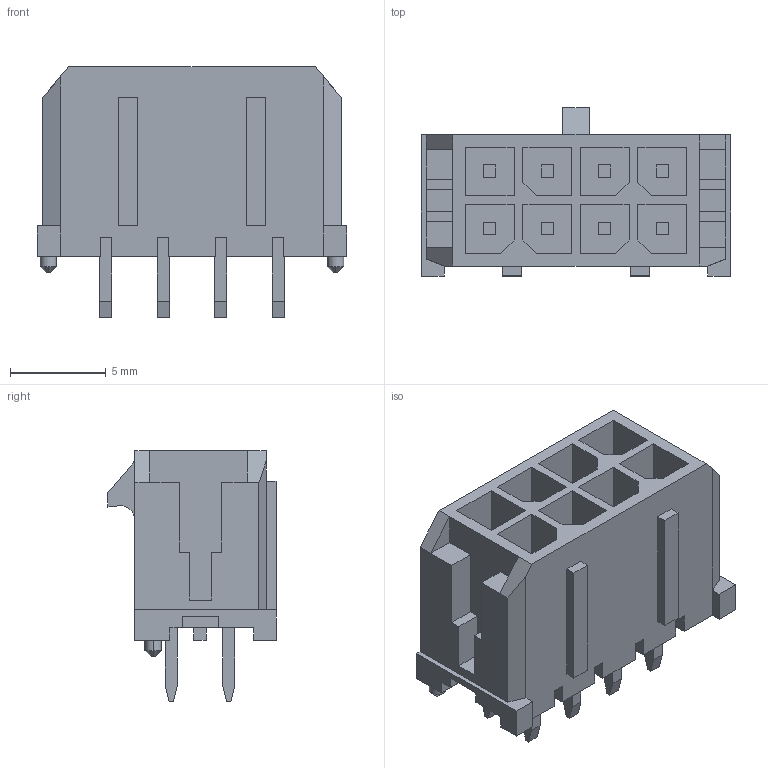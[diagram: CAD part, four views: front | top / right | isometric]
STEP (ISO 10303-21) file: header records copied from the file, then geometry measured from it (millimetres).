
FILE_DESCRIPTION(('STEP AP242'),'1');
FILE_NAME('0430450827.stp','2024-11-18T05:24:19',('TraceParts'),('TraceParts S.A.'),'Spatial InterOp 3D',' ',' ');
FILE_SCHEMA(('AP242_MANAGED_MODEL_BASED_3D_ENGINEERING_MIM_LF {1 0 10303 442 1 1 4}'));
Length unit declared in the file: millimetre
Products named in the file (1): 0430450827_1
Bounding box: 16.15 x 8.77 x 13.09 mm (x, y, z)
Volume: 655.8 mm3; surface area: 1450 mm2
Topology: 1 solids, 1 shells, 330 faces, 930 edges, 648 vertices
Faces by surface type: plane 316, cone 8, cylinder 6
Entity records: 10468 total; most frequent: CARTESIAN_POINT 1862, ORIENTED_EDGE 1812, DIRECTION 1638, EDGE_CURVE 906, LINE 886, VECTOR 886, VERTEX_POINT 600, AXIS2_PLACEMENT_3D 376
